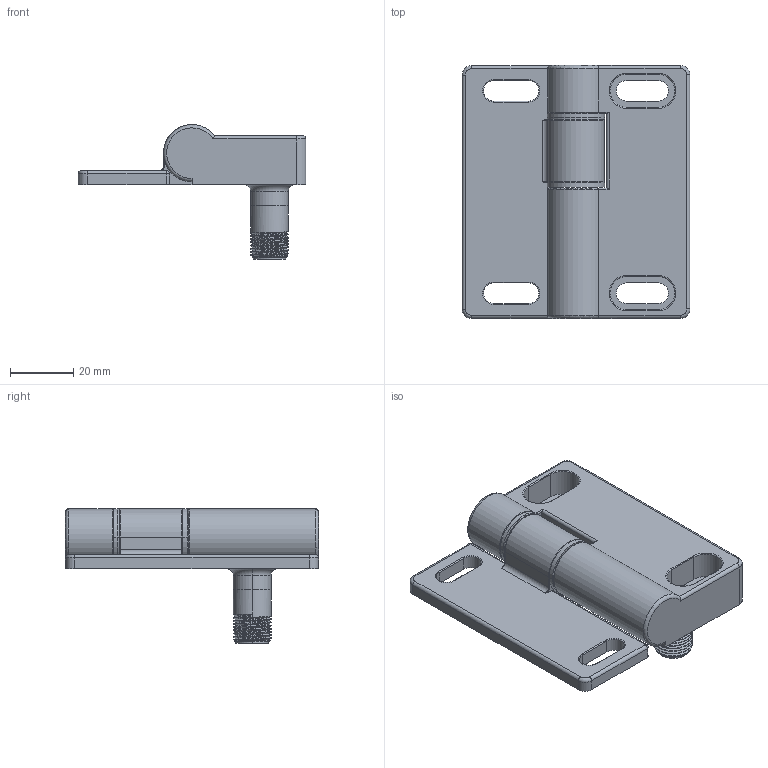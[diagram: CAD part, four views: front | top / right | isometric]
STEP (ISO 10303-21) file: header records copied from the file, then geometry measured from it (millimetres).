
FILE_DESCRIPTION((''),'2;1');
FILE_NAME('192569_ASM','2016-01-20T',('pdmadmin'),(''),'PRO/ENGINEER BY PARAMETRIC TECHNOLOGY CORPORATION, 2013230','PRO/ENGINEER BY PARAMETRIC TECHNOLOGY CORPORATION, 2013230','');
FILE_SCHEMA(('CONFIG_CONTROL_DESIGN'));
Length unit declared in the file: millimetre
Products named in the file (8): SI-HG80_HINGE_PIECE_1; SI-HG80_HINGE_PIECE_3; SI-HG80_HINGE_PIECE_4; SI-HG80_HINGE_PIECE_5; SI-HG80DQDR_PIECE_2; SI-HG80_HINGE_PIECE_6; SI-HG80DQDR_ASM; 192569_ASM
Assembly tree (7 placements, depth 3):
  192569_ASM
    SI-HG80DQDR_ASM
      SI-HG80_HINGE_PIECE_1
      SI-HG80_HINGE_PIECE_3
      SI-HG80_HINGE_PIECE_4
      SI-HG80_HINGE_PIECE_5
      SI-HG80DQDR_PIECE_2
      SI-HG80_HINGE_PIECE_6
Bounding box: 72 x 80 x 42.66 mm (x, y, z)
Volume: 62104.6 mm3; surface area: 21797.3 mm2
Topology: 6 solids, 6 shells, 185 faces, 433 edges, 269 vertices
Faces by surface type: cylinder 85, plane 56, torus 22, bspline 17, sphere 4, cone 1
Entity records: 8760 total; most frequent: CARTESIAN_POINT 4330, DIRECTION 940, ORIENTED_EDGE 862, EDGE_CURVE 431, AXIS2_PLACEMENT_3D 373, VERTEX_POINT 269, EDGE_LOOP 204, VECTOR 194
